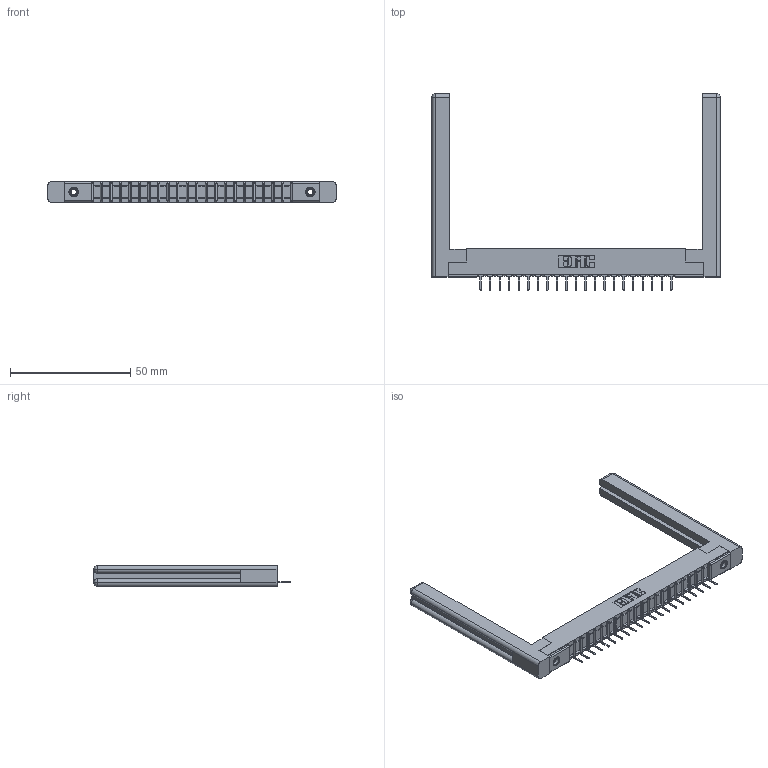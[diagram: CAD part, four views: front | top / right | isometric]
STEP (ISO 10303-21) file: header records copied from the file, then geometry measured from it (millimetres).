
FILE_DESCRIPTION (( 'STEP AP203' ), '1' );
FILE_NAME ('307-021-431-158.STEP', '2020-09-27T03:50:03', ( '' ), ( '' ), 'SwSTEP 2.0', 'SolidWorks 2020', '' );
FILE_SCHEMA (( 'CONFIG_CONTROL_DESIGN' ));
Length unit declared in the file: inch
Products named in the file (5): 307 Part_.156 Dia Mounting Holes; 307-021-431-158; 345-250-001_345-250-001-102; 307-290-001_531; 307-220-058
Assembly tree (26 placements, depth 2):
  307-021-431-158
    307 Part_.156 Dia Mounting Holes
    307-290-001_531  x21
    307-220-058  x2
    345-250-001_345-250-001-102  x2
Bounding box: 119.84 x 81.74 x 8.71 mm (x, y, z)
Volume: 15247.6 mm3; surface area: 16756.7 mm2
Topology: 26 solids, 26 shells, 1458 faces, 4079 edges, 2618 vertices
Faces by surface type: plane 931, cylinder 459, sphere 44, torus 12, cone 12
Entity records: 23193 total; most frequent: CARTESIAN_POINT 3907, ORIENTED_EDGE 3832, DIRECTION 3772, EDGE_CURVE 1916, VECTOR 1458, LINE 1458, VERTEX_POINT 1238, AXIS2_PLACEMENT_3D 1157
